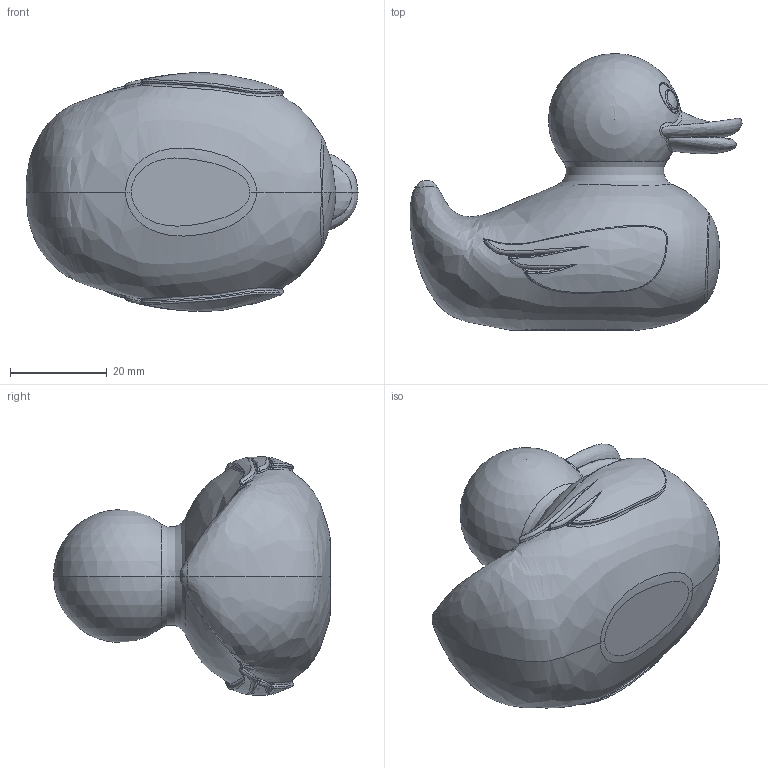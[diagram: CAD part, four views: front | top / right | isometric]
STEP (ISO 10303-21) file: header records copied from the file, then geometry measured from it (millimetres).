
FILE_DESCRIPTION (( 'STEP AP214' ), '1' );
FILE_NAME ('Rubber Duck.STEP', '2021-08-04T19:04:08', ( '' ), ( '' ), 'SwSTEP 2.0', 'SolidWorks 2021', '' );
FILE_SCHEMA (( 'AUTOMOTIVE_DESIGN' ));
Length unit declared in the file: millimetre
Products named in the file (1): Rubber Duck
Bounding box: 68.69 x 57.29 x 49.38 mm (x, y, z)
Volume: 10444.4 mm3; surface area: 19807.6 mm2
Topology: 1 solids, 2 shells, 147 faces, 368 edges, 215 vertices
Faces by surface type: bspline 136, sphere 8, plane 3
Entity records: 117744 total; most frequent: CARTESIAN_POINT 115296, ORIENTED_EDGE 688, EDGE_CURVE 344, B_SPLINE_CURVE_WITH_KNOTS 256, VERTEX_POINT 207, DIRECTION 159, EDGE_LOOP 153, ADVANCED_FACE 147
